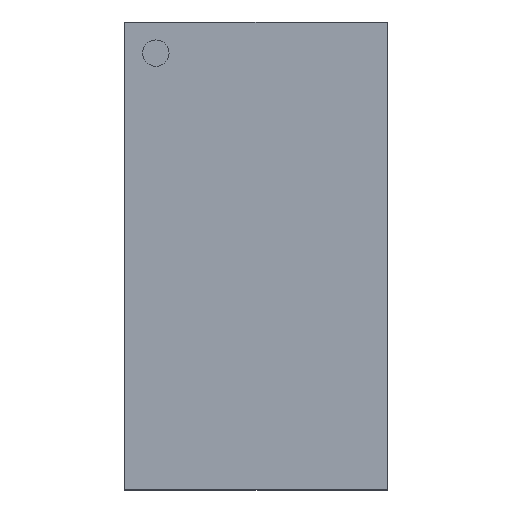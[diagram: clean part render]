
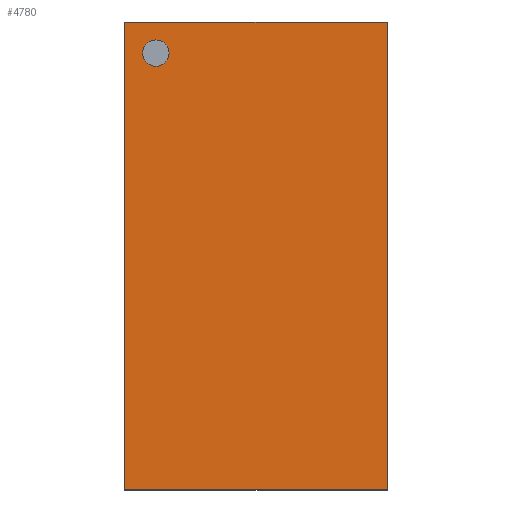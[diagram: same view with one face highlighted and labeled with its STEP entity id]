
A CAD part, top view. The second image highlights one B-rep face of the part: STEP entity #4780.
In plain terms, the highlighted planar face has unit normal (0, 0, 1).
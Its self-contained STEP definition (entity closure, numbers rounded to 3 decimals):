
#12=DIRECTION('',(0.,0.,1.));
#156=VECTOR('',#157,1.);
#157=DIRECTION('',(0.,-1.,0.));
#163=VECTOR('',#164,1.);
#164=DIRECTION('',(1.,0.,0.));
#1214=VERTEX_POINT('',#1215);
#1215=CARTESIAN_POINT('',(2.49,4.44,0.87));
#1218=EDGE_CURVE('',#1214,#1219,#1221,.T.);
#1219=VERTEX_POINT('',#1220);
#1220=CARTESIAN_POINT('',(2.49,-4.44,0.87));
#1221=LINE('',#1215,#156);
#1580=VERTEX_POINT('',#1581);
#1581=CARTESIAN_POINT('',(-2.49,4.44,0.87));
#1584=ORIENTED_EDGE('',*,*,#1585,.F.);
#1585=EDGE_CURVE('',#1580,#1214,#1586,.T.);
#1586=LINE('',#1581,#163);
#1594=ORIENTED_EDGE('',*,*,#1595,.T.);
#1595=EDGE_CURVE('',#1580,#1596,#1598,.T.);
#1596=VERTEX_POINT('',#1597);
#1597=CARTESIAN_POINT('',(-2.49,-4.44,0.87));
#1598=LINE('',#1581,#156);
#4700=EDGE_CURVE('',#1596,#1219,#4701,.T.);
#4701=LINE('',#1597,#163);
#4780=ADVANCED_FACE('',(#4781,#4785),#4795,.T.);
#4781=FACE_BOUND('',#4782,.T.);
#4782=EDGE_LOOP('',(#1584,#1594,#4783,#4784));
#4783=ORIENTED_EDGE('',*,*,#4700,.T.);
#4784=ORIENTED_EDGE('',*,*,#1218,.F.);
#4785=FACE_BOUND('',#4786,.T.);
#4786=EDGE_LOOP('',(#4787));
#4787=ORIENTED_EDGE('',*,*,#4788,.T.);
#4788=EDGE_CURVE('',#4789,#4789,#4791,.T.);
#4789=VERTEX_POINT('',#4790);
#4790=CARTESIAN_POINT('',(-1.9,3.6,0.87));
#4791=CIRCLE('',#4792,0.25);
#4792=AXIS2_PLACEMENT_3D('',#4793,#4794,#157);
#4793=CARTESIAN_POINT('',(-1.9,3.85,0.87));
#4794=DIRECTION('',(0.,0.,-1.));
#4795=PLANE('',#4796);
#4796=AXIS2_PLACEMENT_3D('',#1581,#12,#157);
